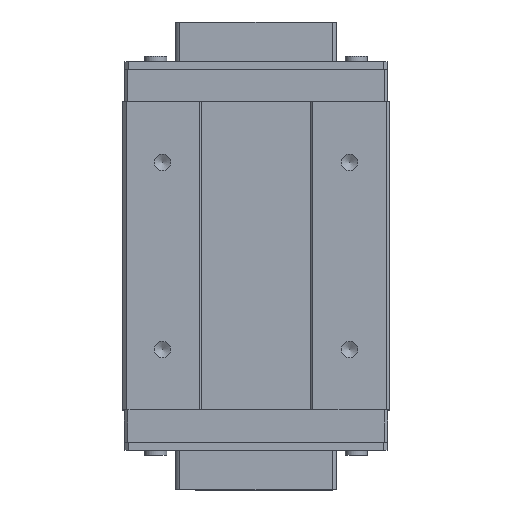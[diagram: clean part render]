
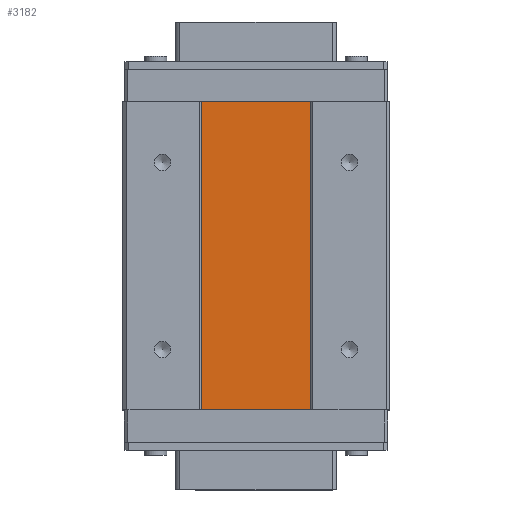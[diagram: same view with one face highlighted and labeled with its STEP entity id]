
A CAD part, top view. The second image highlights one B-rep face of the part: STEP entity #3182.
In plain terms, the highlighted planar face has unit normal (0, 0, 1).
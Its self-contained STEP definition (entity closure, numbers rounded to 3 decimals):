
#203=LINE('',#5878,#585);
#204=LINE('',#5880,#586);
#205=LINE('',#5882,#587);
#206=LINE('',#5884,#588);
#585=VECTOR('',#4972,1000.);
#586=VECTOR('',#4975,1000.);
#587=VECTOR('',#4976,1000.);
#588=VECTOR('',#4977,1000.);
#847=PLANE('',#4440);
#1311=ORIENTED_EDGE('',*,*,#2055,.F.);
#1312=ORIENTED_EDGE('',*,*,#2054,.F.);
#1313=ORIENTED_EDGE('',*,*,#2056,.T.);
#1314=ORIENTED_EDGE('',*,*,#2057,.T.);
#2054=EDGE_CURVE('',#2444,#2443,#203,.T.);
#2055=EDGE_CURVE('',#2443,#2445,#204,.T.);
#2056=EDGE_CURVE('',#2444,#2446,#205,.T.);
#2057=EDGE_CURVE('',#2446,#2445,#206,.T.);
#2443=VERTEX_POINT('',#5875);
#2444=VERTEX_POINT('',#5877);
#2445=VERTEX_POINT('',#5881);
#2446=VERTEX_POINT('',#5883);
#2747=EDGE_LOOP('',(#1311,#1312,#1313,#1314));
#2955=FACE_BOUND('',#2747,.T.);
#3182=ADVANCED_FACE('',(#2955),#847,.T.);
#4440=AXIS2_PLACEMENT_3D('',#5879,#4973,#4974);
#4972=DIRECTION('',(0.,1.,0.));
#4973=DIRECTION('',(0.,0.,1.));
#4974=DIRECTION('',(1.,0.,0.));
#4975=DIRECTION('',(1.,0.,0.));
#4976=DIRECTION('',(1.,0.,0.));
#4977=DIRECTION('',(0.,1.,0.));
#5875=CARTESIAN_POINT('',(-8.2,23.05,13.7));
#5877=CARTESIAN_POINT('',(-8.2,-23.05,13.7));
#5878=CARTESIAN_POINT('',(-8.2,-23.05,13.7));
#5879=CARTESIAN_POINT('',(8.2,-23.05,13.7));
#5880=CARTESIAN_POINT('',(8.2,23.05,13.7));
#5881=CARTESIAN_POINT('',(8.2,23.05,13.7));
#5882=CARTESIAN_POINT('',(8.2,-23.05,13.7));
#5883=CARTESIAN_POINT('',(8.2,-23.05,13.7));
#5884=CARTESIAN_POINT('',(8.2,-23.05,13.7));
